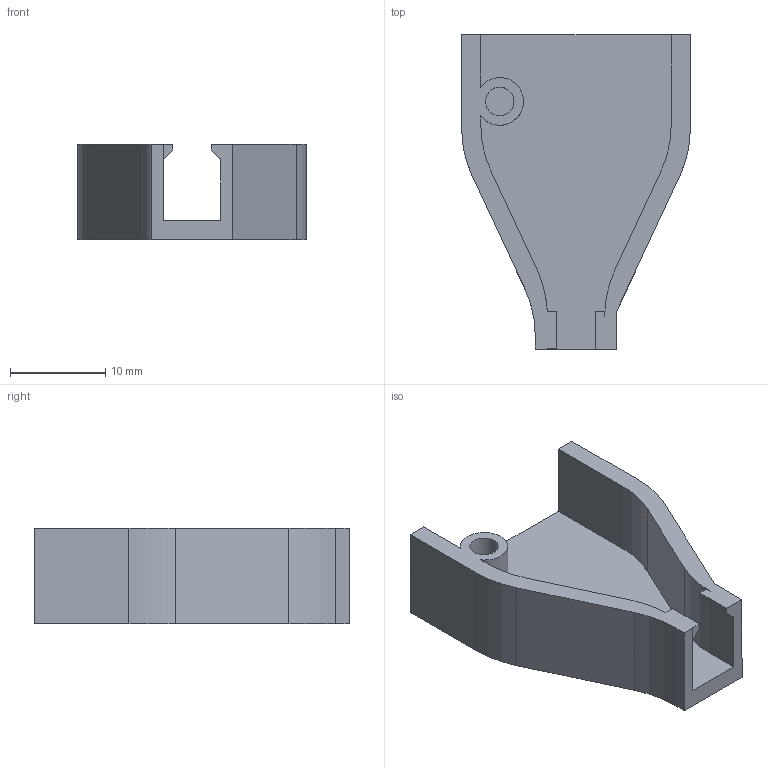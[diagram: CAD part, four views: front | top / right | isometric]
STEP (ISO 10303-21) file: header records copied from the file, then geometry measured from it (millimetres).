
FILE_DESCRIPTION(/* description */ (''),/* implementation_level */ '2;1');
FILE_NAME(/* name */ 'Heat Bed Cable Relief.step',/* time_stamp */ '2020-06-08T20:51:24-05:00',/* author */ (''),/* organization */ (''),/* preprocessor_version */ 'ST-DEVELOPER v18.1',/* originating_system */ 'Autodesk Translation Framework v9.3.0.1241',/* authorisation */ '');
FILE_SCHEMA (('AUTOMOTIVE_DESIGN { 1 0 10303 214 3 1 1 }'));
Length unit declared in the file: millimetre
Products named in the file (1): Heat Bed Cable Relief
Bounding box: 24 x 33 x 10 mm (x, y, z)
Volume: 2350.9 mm3; surface area: 2732 mm2
Topology: 1 solids, 1 shells, 39 faces, 107 edges, 71 vertices
Faces by surface type: plane 30, bspline 7, cylinder 2
Full cylindrical faces by diameter (mm): 3 x1
Entity records: 1365 total; most frequent: CARTESIAN_POINT 416, ORIENTED_EDGE 214, DIRECTION 146, EDGE_CURVE 107, LINE 72, VECTOR 72, VERTEX_POINT 71, EDGE_LOOP 40
